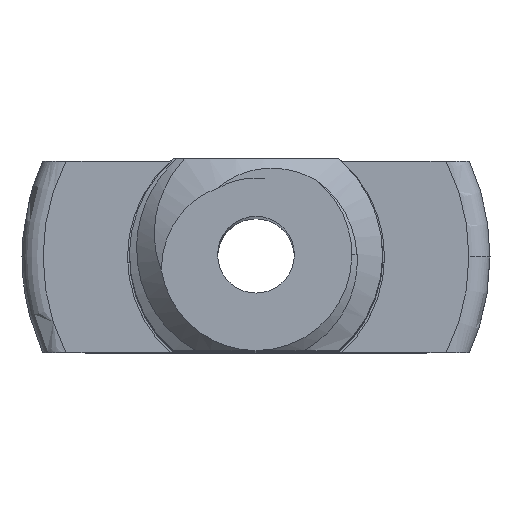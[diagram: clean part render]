
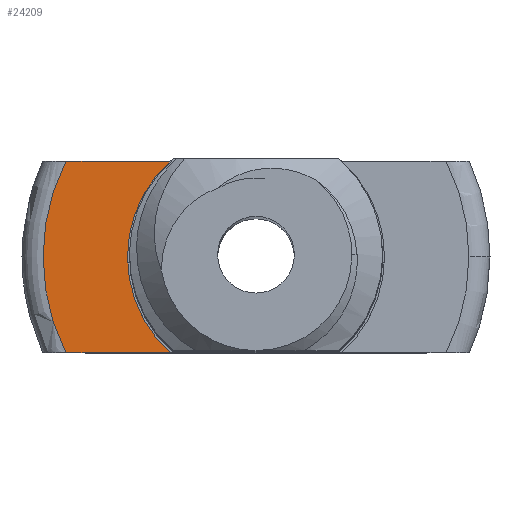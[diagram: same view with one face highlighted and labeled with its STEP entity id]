
A CAD part, top view. The second image highlights one B-rep face of the part: STEP entity #24209.
In plain terms, the highlighted planar face has unit normal (0, 0, 1).
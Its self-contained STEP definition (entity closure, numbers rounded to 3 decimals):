
#5362 = PLANE('',#5363);
#5363 = AXIS2_PLACEMENT_3D('',#5364,#5365,#5366);
#5364 = CARTESIAN_POINT('',(12.5,-2.5,49.319));
#5365 = DIRECTION('',(0.,1.,0.));
#5366 = DIRECTION('',(-1.,0.,0.));
#6151 = PLANE('',#6152);
#6152 = AXIS2_PLACEMENT_3D('',#6153,#6154,#6155);
#6153 = CARTESIAN_POINT('',(-12.5,2.5,49.319));
#6154 = DIRECTION('',(0.,-1.,0.));
#6155 = DIRECTION('',(1.,0.,0.));
#8575 = VERTEX_POINT('',#8576);
#8576 = CARTESIAN_POINT('',(-4.955,-2.5,0.));
#8628 = TOROIDAL_SURFACE('',#8629,5.55,0.55);
#8629 = AXIS2_PLACEMENT_3D('',#8630,#8631,#8632);
#8630 = CARTESIAN_POINT('',(0.,0.,-0.55)
  );
#8631 = DIRECTION('',(0.,0.,1.));
#8632 = DIRECTION('',(1.,0.,0.));
#8659 = EDGE_CURVE('',#8660,#8575,#8662,.T.);
#8660 = VERTEX_POINT('',#8661);
#8661 = CARTESIAN_POINT('',(-2.23,-2.5,0.));
#8662 = SURFACE_CURVE('',#8663,(#8667,#8674),.PCURVE_S1.);
#8663 = LINE('',#8664,#8665);
#8664 = CARTESIAN_POINT('',(6.25,-2.5,0.));
#8665 = VECTOR('',#8666,1.);
#8666 = DIRECTION('',(-1.,0.,0.));
#8667 = PCURVE('',#5362,#8668);
#8668 = DEFINITIONAL_REPRESENTATION('',(#8669),#8673);
#8669 = LINE('',#8670,#8671);
#8670 = CARTESIAN_POINT('',(6.25,-49.319));
#8671 = VECTOR('',#8672,1.);
#8672 = DIRECTION('',(1.,0.));
#8673 = ( GEOMETRIC_REPRESENTATION_CONTEXT(2) 
PARAMETRIC_REPRESENTATION_CONTEXT() REPRESENTATION_CONTEXT('2D SPACE',''
  ) );
#8674 = PCURVE('',#8675,#8680);
#8675 = PLANE('',#8676);
#8676 = AXIS2_PLACEMENT_3D('',#8677,#8678,#8679);
#8677 = CARTESIAN_POINT('',(0.,0.,
    0.));
#8678 = DIRECTION('',(0.,0.,-1.));
#8679 = DIRECTION('',(1.,0.,0.));
#8680 = DEFINITIONAL_REPRESENTATION('',(#8681),#8685);
#8681 = LINE('',#8682,#8683);
#8682 = CARTESIAN_POINT('',(6.25,2.5));
#8683 = VECTOR('',#8684,1.);
#8684 = DIRECTION('',(-1.,0.));
#8685 = ( GEOMETRIC_REPRESENTATION_CONTEXT(2) 
PARAMETRIC_REPRESENTATION_CONTEXT() REPRESENTATION_CONTEXT('2D SPACE',''
  ) );
#8701 = CYLINDRICAL_SURFACE('',#8702,3.35);
#8702 = AXIS2_PLACEMENT_3D('',#8703,#8704,#8705);
#8703 = CARTESIAN_POINT('',(0.,0.,1.8)
  );
#8704 = DIRECTION('',(0.,0.,-1.));
#8705 = DIRECTION('',(1.,0.,0.));
#21984 = VERTEX_POINT('',#21985);
#21985 = CARTESIAN_POINT('',(-2.23,2.5,0.));
#22006 = EDGE_CURVE('',#22007,#21984,#22009,.T.);
#22007 = VERTEX_POINT('',#22008);
#22008 = CARTESIAN_POINT('',(-4.955,2.5,0.));
#22009 = SURFACE_CURVE('',#22010,(#22014,#22021),.PCURVE_S1.);
#22010 = LINE('',#22011,#22012);
#22011 = CARTESIAN_POINT('',(-6.25,2.5,0.));
#22012 = VECTOR('',#22013,1.);
#22013 = DIRECTION('',(1.,0.,0.));
#22014 = PCURVE('',#6151,#22015);
#22015 = DEFINITIONAL_REPRESENTATION('',(#22016),#22020);
#22016 = LINE('',#22017,#22018);
#22017 = CARTESIAN_POINT('',(6.25,-49.319));
#22018 = VECTOR('',#22019,1.);
#22019 = DIRECTION('',(1.,0.));
#22020 = ( GEOMETRIC_REPRESENTATION_CONTEXT(2) 
PARAMETRIC_REPRESENTATION_CONTEXT() REPRESENTATION_CONTEXT('2D SPACE',''
  ) );
#22021 = PCURVE('',#8675,#22022);
#22022 = DEFINITIONAL_REPRESENTATION('',(#22023),#22027);
#22023 = LINE('',#22024,#22025);
#22024 = CARTESIAN_POINT('',(-6.25,-2.5));
#22025 = VECTOR('',#22026,1.);
#22026 = DIRECTION('',(1.,0.));
#22027 = ( GEOMETRIC_REPRESENTATION_CONTEXT(2) 
PARAMETRIC_REPRESENTATION_CONTEXT() REPRESENTATION_CONTEXT('2D SPACE',''
  ) );
#23741 = EDGE_CURVE('',#8660,#21984,#23742,.T.);
#23742 = SURFACE_CURVE('',#23743,(#23748,#23755),.PCURVE_S1.);
#23743 = CIRCLE('',#23744,3.35);
#23744 = AXIS2_PLACEMENT_3D('',#23745,#23746,#23747);
#23745 = CARTESIAN_POINT('',(0.,0.,
    0.));
#23746 = DIRECTION('',(0.,0.,-1.));
#23747 = DIRECTION('',(1.,0.,0.));
#23748 = PCURVE('',#8701,#23749);
#23749 = DEFINITIONAL_REPRESENTATION('',(#23750),#23754);
#23750 = LINE('',#23751,#23752);
#23751 = CARTESIAN_POINT('',(0.,1.8));
#23752 = VECTOR('',#23753,1.);
#23753 = DIRECTION('',(1.,0.));
#23754 = ( GEOMETRIC_REPRESENTATION_CONTEXT(2) 
PARAMETRIC_REPRESENTATION_CONTEXT() REPRESENTATION_CONTEXT('2D SPACE',''
  ) );
#23755 = PCURVE('',#8675,#23756);
#23756 = DEFINITIONAL_REPRESENTATION('',(#23757),#23761);
#23757 = CIRCLE('',#23758,3.35);
#23758 = AXIS2_PLACEMENT_2D('',#23759,#23760);
#23759 = CARTESIAN_POINT('',(0.,0.));
#23760 = DIRECTION('',(1.,0.));
#23761 = ( GEOMETRIC_REPRESENTATION_CONTEXT(2) 
PARAMETRIC_REPRESENTATION_CONTEXT() REPRESENTATION_CONTEXT('2D SPACE',''
  ) );
#24209 = ADVANCED_FACE('',(#24210),#8675,.F.);
#24210 = FACE_BOUND('',#24211,.T.);
#24211 = EDGE_LOOP('',(#24212,#24213,#24214,#24215));
#24212 = ORIENTED_EDGE('',*,*,#8659,.F.);
#24213 = ORIENTED_EDGE('',*,*,#23741,.T.);
#24214 = ORIENTED_EDGE('',*,*,#22006,.F.);
#24215 = ORIENTED_EDGE('',*,*,#24216,.F.);
#24216 = EDGE_CURVE('',#8575,#22007,#24217,.T.);
#24217 = SURFACE_CURVE('',#24218,(#24223,#24230),.PCURVE_S1.);
#24218 = CIRCLE('',#24219,5.55);
#24219 = AXIS2_PLACEMENT_3D('',#24220,#24221,#24222);
#24220 = CARTESIAN_POINT('',(0.,0.,
    0.));
#24221 = DIRECTION('',(0.,0.,-1.));
#24222 = DIRECTION('',(1.,0.,0.));
#24223 = PCURVE('',#8675,#24224);
#24224 = DEFINITIONAL_REPRESENTATION('',(#24225),#24229);
#24225 = CIRCLE('',#24226,5.55);
#24226 = AXIS2_PLACEMENT_2D('',#24227,#24228);
#24227 = CARTESIAN_POINT('',(0.,0.));
#24228 = DIRECTION('',(1.,0.));
#24229 = ( GEOMETRIC_REPRESENTATION_CONTEXT(2) 
PARAMETRIC_REPRESENTATION_CONTEXT() REPRESENTATION_CONTEXT('2D SPACE',''
  ) );
#24230 = PCURVE('',#8628,#24231);
#24231 = DEFINITIONAL_REPRESENTATION('',(#24232),#24236);
#24232 = LINE('',#24233,#24234);
#24233 = CARTESIAN_POINT('',(0.,7.854));
#24234 = VECTOR('',#24235,1.);
#24235 = DIRECTION('',(-1.,0.));
#24236 = ( GEOMETRIC_REPRESENTATION_CONTEXT(2) 
PARAMETRIC_REPRESENTATION_CONTEXT() REPRESENTATION_CONTEXT('2D SPACE',''
  ) );
